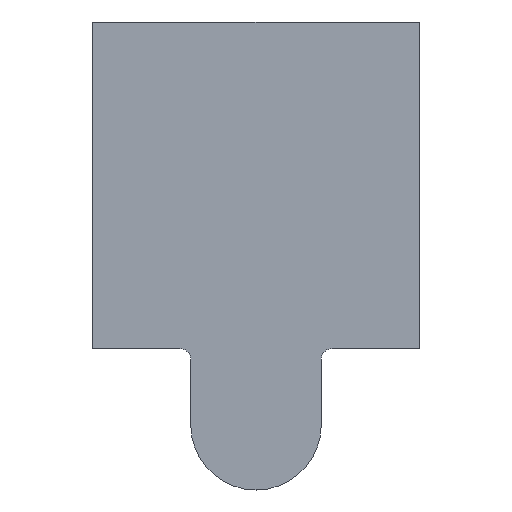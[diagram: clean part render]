
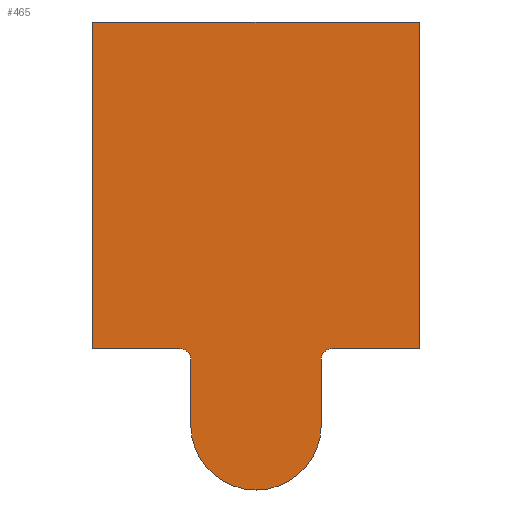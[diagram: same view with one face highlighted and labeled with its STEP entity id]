
A CAD part, top view. The second image highlights one B-rep face of the part: STEP entity #465.
In plain terms, the highlighted planar face has unit normal (0, 0, 1).
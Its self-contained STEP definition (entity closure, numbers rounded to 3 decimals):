
#218 = DIRECTION ( 'NONE',  ( 0., 0., -1. ) ) ;
#407 = EDGE_LOOP ( 'NONE', ( #17137, #2499, #7733, #17950, #2462, #4906, #6261, #9499, #16741, #15618 ) ) ;
#465 = ADVANCED_FACE ( 'NONE', ( #11311 ), #7291, .F. ) ;
#604 = LINE ( 'NONE', #5249, #16797 ) ;
#996 = DIRECTION ( 'NONE',  ( 0., 1., 0. ) ) ;
#1267 = EDGE_CURVE ( 'NONE', #9860, #8682, #2956, .T. ) ;
#1306 = EDGE_CURVE ( 'NONE', #10743, #9622, #7264, .T. ) ;
#1432 = VECTOR ( 'NONE', #3149, 1000. ) ;
#1556 = VERTEX_POINT ( 'NONE', #2187 ) ;
#2031 = EDGE_CURVE ( 'NONE', #10649, #9860, #3248, .T. ) ;
#2154 = AXIS2_PLACEMENT_3D ( 'NONE', #12531, #3574, #9289 ) ;
#2187 = CARTESIAN_POINT ( 'NONE',  ( 103.007, -11.006, 0.15 ) ) ;
#2369 = EDGE_CURVE ( 'NONE', #10092, #1556, #17261, .T. ) ;
#2462 = ORIENTED_EDGE ( 'NONE', *, *, #10943, .F. ) ;
#2499 = ORIENTED_EDGE ( 'NONE', *, *, #11440, .F. ) ;
#2647 = VECTOR ( 'NONE', #10677, 1000. ) ;
#2728 = CIRCLE ( 'NONE', #2154, 0.5 ) ;
#2841 = CIRCLE ( 'NONE', #8521, 3. ) ;
#2956 = LINE ( 'NONE', #15829, #11242 ) ;
#3149 = DIRECTION ( 'NONE',  ( -1., 0., 0. ) ) ;
#3248 = LINE ( 'NONE', #8775, #9506 ) ;
#3574 = DIRECTION ( 'NONE',  ( 0., 0., 1. ) ) ;
#4020 = DIRECTION ( 'NONE',  ( -1., 0., 0. ) ) ;
#4906 = ORIENTED_EDGE ( 'NONE', *, *, #1306, .F. ) ;
#5073 = VECTOR ( 'NONE', #996, 1000. ) ;
#5249 = CARTESIAN_POINT ( 'NONE',  ( 92.507, -7.506, 0.15 ) ) ;
#5431 = CARTESIAN_POINT ( 'NONE',  ( 97.007, -8.006, 0.15 ) ) ;
#6261 = ORIENTED_EDGE ( 'NONE', *, *, #13515, .F. ) ;
#6465 = CARTESIAN_POINT ( 'NONE',  ( 96.507, -7.506, 0.15 ) ) ;
#6783 = DIRECTION ( 'NONE',  ( 0., 0., 1. ) ) ;
#6929 = CARTESIAN_POINT ( 'NONE',  ( 103.007, -8.006, 0.15 ) ) ;
#6933 = DIRECTION ( 'NONE',  ( -1., 0., 0. ) ) ;
#7264 = LINE ( 'NONE', #13155, #1432 ) ;
#7291 = PLANE ( 'NONE',  #13311 ) ;
#7607 = EDGE_CURVE ( 'NONE', #13883, #18382, #13671, .T. ) ;
#7698 = CARTESIAN_POINT ( 'NONE',  ( 107.507, 7.494, 0.15 ) ) ;
#7733 = ORIENTED_EDGE ( 'NONE', *, *, #1267, .F. ) ;
#8503 = CARTESIAN_POINT ( 'NONE',  ( 96.507, -8.006, 0.15 ) ) ;
#8521 = AXIS2_PLACEMENT_3D ( 'NONE', #14352, #6783, #18143 ) ;
#8682 = VERTEX_POINT ( 'NONE', #9408 ) ;
#8775 = CARTESIAN_POINT ( 'NONE',  ( 92.507, 7.494, 0.15 ) ) ;
#9289 = DIRECTION ( 'NONE',  ( -1., 0., 0. ) ) ;
#9408 = CARTESIAN_POINT ( 'NONE',  ( 107.507, -7.506, 0.15 ) ) ;
#9456 = CIRCLE ( 'NONE', #13909, 0.5 ) ;
#9499 = ORIENTED_EDGE ( 'NONE', *, *, #7607, .F. ) ;
#9506 = VECTOR ( 'NONE', #14665, 1000. ) ;
#9510 = CARTESIAN_POINT ( 'NONE',  ( 103.507, -7.506, 0.15 ) ) ;
#9622 = VERTEX_POINT ( 'NONE', #9872 ) ;
#9860 = VERTEX_POINT ( 'NONE', #7698 ) ;
#9872 = CARTESIAN_POINT ( 'NONE',  ( 92.507, -7.506, 0.15 ) ) ;
#10004 = EDGE_CURVE ( 'NONE', #17343, #10092, #2728, .T. ) ;
#10092 = VERTEX_POINT ( 'NONE', #6929 ) ;
#10202 = CARTESIAN_POINT ( 'NONE',  ( 103.007, -8.006, 0.15 ) ) ;
#10506 = CARTESIAN_POINT ( 'NONE',  ( 92.507, 7.494, 0.15 ) ) ;
#10649 = VERTEX_POINT ( 'NONE', #10506 ) ;
#10677 = DIRECTION ( 'NONE',  ( 0., -1., 0. ) ) ;
#10743 = VERTEX_POINT ( 'NONE', #6465 ) ;
#10943 = EDGE_CURVE ( 'NONE', #9622, #10649, #604, .T. ) ;
#11242 = VECTOR ( 'NONE', #13047, 1000. ) ;
#11311 = FACE_OUTER_BOUND ( 'NONE', #407, .T. ) ;
#11318 = DIRECTION ( 'NONE',  ( -1., 0., 0. ) ) ;
#11375 = CARTESIAN_POINT ( 'NONE',  ( 97.007, -11.006, 0.15 ) ) ;
#11404 = LINE ( 'NONE', #16799, #18018 ) ;
#11440 = EDGE_CURVE ( 'NONE', #8682, #17343, #11404, .T. ) ;
#11758 = EDGE_CURVE ( 'NONE', #13883, #1556, #2841, .T. ) ;
#12522 = DIRECTION ( 'NONE',  ( 0., 0., 1. ) ) ;
#12531 = CARTESIAN_POINT ( 'NONE',  ( 103.507, -8.006, 0.15 ) ) ;
#12794 = CARTESIAN_POINT ( 'NONE',  ( 103.507, -8.006, 0.15 ) ) ;
#13047 = DIRECTION ( 'NONE',  ( 0., -1., 0. ) ) ;
#13155 = CARTESIAN_POINT ( 'NONE',  ( 96.507, -7.506, 0.15 ) ) ;
#13311 = AXIS2_PLACEMENT_3D ( 'NONE', #12794, #218, #6933 ) ;
#13515 = EDGE_CURVE ( 'NONE', #18382, #10743, #9456, .T. ) ;
#13671 = LINE ( 'NONE', #18016, #5073 ) ;
#13883 = VERTEX_POINT ( 'NONE', #11375 ) ;
#13909 = AXIS2_PLACEMENT_3D ( 'NONE', #8503, #12522, #4020 ) ;
#14352 = CARTESIAN_POINT ( 'NONE',  ( 100.007, -11.006, 0.15 ) ) ;
#14665 = DIRECTION ( 'NONE',  ( 1., 0., 0. ) ) ;
#15618 = ORIENTED_EDGE ( 'NONE', *, *, #2369, .F. ) ;
#15829 = CARTESIAN_POINT ( 'NONE',  ( 107.507, 7.494, 0.15 ) ) ;
#16741 = ORIENTED_EDGE ( 'NONE', *, *, #11758, .T. ) ;
#16797 = VECTOR ( 'NONE', #17728, 1000. ) ;
#16799 = CARTESIAN_POINT ( 'NONE',  ( 107.507, -7.506, 0.15 ) ) ;
#17137 = ORIENTED_EDGE ( 'NONE', *, *, #10004, .F. ) ;
#17261 = LINE ( 'NONE', #10202, #2647 ) ;
#17343 = VERTEX_POINT ( 'NONE', #9510 ) ;
#17728 = DIRECTION ( 'NONE',  ( 0., 1., 0. ) ) ;
#17950 = ORIENTED_EDGE ( 'NONE', *, *, #2031, .F. ) ;
#18016 = CARTESIAN_POINT ( 'NONE',  ( 97.007, -11.006, 0.15 ) ) ;
#18018 = VECTOR ( 'NONE', #11318, 1000. ) ;
#18143 = DIRECTION ( 'NONE',  ( -1., 0., 0. ) ) ;
#18382 = VERTEX_POINT ( 'NONE', #5431 ) ;
